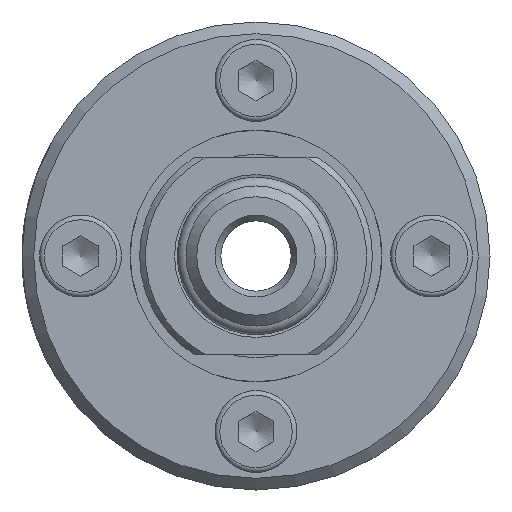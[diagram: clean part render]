
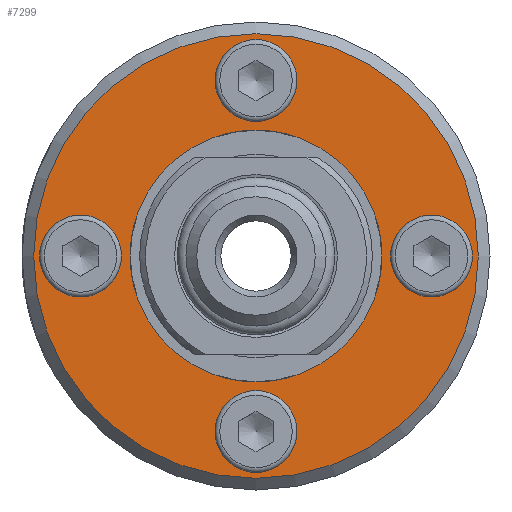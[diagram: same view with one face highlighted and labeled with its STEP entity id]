
A CAD part, left-side view. The second image highlights one B-rep face of the part: STEP entity #7299.
In plain terms, the highlighted planar face has unit normal (-1, 0, 0).
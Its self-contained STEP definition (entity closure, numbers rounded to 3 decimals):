
#115=FACE_BOUND('',#2596,.T.);
#116=FACE_BOUND('',#2597,.T.);
#117=FACE_BOUND('',#2598,.T.);
#118=FACE_BOUND('',#2599,.T.);
#119=FACE_BOUND('',#2600,.T.);
#257=PLANE('',#7861);
#2144=FACE_OUTER_BOUND('',#2595,.T.);
#2595=EDGE_LOOP('',(#6685));
#2596=EDGE_LOOP('',(#6686,#6687));
#2597=EDGE_LOOP('',(#6688,#6689));
#2598=EDGE_LOOP('',(#6690,#6691));
#2599=EDGE_LOOP('',(#6692,#6693));
#2600=EDGE_LOOP('',(#6694,#6695));
#2836=CIRCLE('',#7718,3.5);
#2837=CIRCLE('',#7719,3.5);
#2855=CIRCLE('',#7752,3.5);
#2856=CIRCLE('',#7753,3.5);
#2874=CIRCLE('',#7786,3.5);
#2875=CIRCLE('',#7787,3.5);
#2893=CIRCLE('',#7820,3.5);
#2894=CIRCLE('',#7821,3.5);
#2916=CIRCLE('',#7860,19.);
#2917=CIRCLE('',#7862,10.75);
#2918=CIRCLE('',#7863,10.75);
#3506=VERTEX_POINT('',#49549);
#3507=VERTEX_POINT('',#49550);
#3537=VERTEX_POINT('',#49651);
#3538=VERTEX_POINT('',#49652);
#3568=VERTEX_POINT('',#49753);
#3569=VERTEX_POINT('',#49754);
#3599=VERTEX_POINT('',#49855);
#3600=VERTEX_POINT('',#49856);
#3630=VERTEX_POINT('',#49959);
#3631=VERTEX_POINT('',#49963);
#3632=VERTEX_POINT('',#49964);
#4503=EDGE_CURVE('',#3506,#3507,#2836,.T.);
#4504=EDGE_CURVE('',#3507,#3506,#2837,.T.);
#4545=EDGE_CURVE('',#3537,#3538,#2855,.T.);
#4546=EDGE_CURVE('',#3538,#3537,#2856,.T.);
#4587=EDGE_CURVE('',#3568,#3569,#2874,.T.);
#4588=EDGE_CURVE('',#3569,#3568,#2875,.T.);
#4629=EDGE_CURVE('',#3599,#3600,#2893,.T.);
#4630=EDGE_CURVE('',#3600,#3599,#2894,.T.);
#4672=EDGE_CURVE('',#3630,#3630,#2916,.T.);
#4673=EDGE_CURVE('',#3631,#3632,#2917,.T.);
#4674=EDGE_CURVE('',#3632,#3631,#2918,.T.);
#6685=ORIENTED_EDGE('',*,*,#4672,.F.);
#6686=ORIENTED_EDGE('',*,*,#4503,.T.);
#6687=ORIENTED_EDGE('',*,*,#4504,.T.);
#6688=ORIENTED_EDGE('',*,*,#4545,.T.);
#6689=ORIENTED_EDGE('',*,*,#4546,.T.);
#6690=ORIENTED_EDGE('',*,*,#4587,.T.);
#6691=ORIENTED_EDGE('',*,*,#4588,.T.);
#6692=ORIENTED_EDGE('',*,*,#4629,.T.);
#6693=ORIENTED_EDGE('',*,*,#4630,.T.);
#6694=ORIENTED_EDGE('',*,*,#4673,.T.);
#6695=ORIENTED_EDGE('',*,*,#4674,.T.);
#7299=ADVANCED_FACE('',(#2144,#115,#116,#117,#118,#119),#257,.T.);
#7718=AXIS2_PLACEMENT_3D('',#49551,#8970,#8971);
#7719=AXIS2_PLACEMENT_3D('',#49552,#8972,#8973);
#7752=AXIS2_PLACEMENT_3D('',#49653,#9054,#9055);
#7753=AXIS2_PLACEMENT_3D('',#49654,#9056,#9057);
#7786=AXIS2_PLACEMENT_3D('',#49755,#9138,#9139);
#7787=AXIS2_PLACEMENT_3D('',#49756,#9140,#9141);
#7820=AXIS2_PLACEMENT_3D('',#49857,#9222,#9223);
#7821=AXIS2_PLACEMENT_3D('',#49858,#9224,#9225);
#7860=AXIS2_PLACEMENT_3D('',#49961,#9315,#9316);
#7861=AXIS2_PLACEMENT_3D('',#49962,#9317,#9318);
#7862=AXIS2_PLACEMENT_3D('',#49965,#9319,#9320);
#7863=AXIS2_PLACEMENT_3D('',#49966,#9321,#9322);
#8970=DIRECTION('center_axis',(1.,0.,0.));
#8971=DIRECTION('ref_axis',(0.,1.,0.));
#8972=DIRECTION('center_axis',(1.,0.,0.));
#8973=DIRECTION('ref_axis',(0.,1.,0.));
#9054=DIRECTION('center_axis',(1.,0.,0.));
#9055=DIRECTION('ref_axis',(0.,1.,0.));
#9056=DIRECTION('center_axis',(1.,0.,0.));
#9057=DIRECTION('ref_axis',(0.,1.,0.));
#9138=DIRECTION('center_axis',(1.,0.,0.));
#9139=DIRECTION('ref_axis',(0.,1.,0.));
#9140=DIRECTION('center_axis',(1.,0.,0.));
#9141=DIRECTION('ref_axis',(0.,1.,0.));
#9222=DIRECTION('center_axis',(1.,0.,0.));
#9223=DIRECTION('ref_axis',(0.,1.,0.));
#9224=DIRECTION('center_axis',(1.,0.,0.));
#9225=DIRECTION('ref_axis',(0.,1.,0.));
#9315=DIRECTION('center_axis',(1.,0.,0.));
#9316=DIRECTION('ref_axis',(0.,-1.,0.));
#9317=DIRECTION('center_axis',(-1.,0.,0.));
#9318=DIRECTION('ref_axis',(0.,0.,1.));
#9319=DIRECTION('center_axis',(1.,0.,0.));
#9320=DIRECTION('ref_axis',(0.,1.,0.));
#9321=DIRECTION('center_axis',(1.,0.,0.));
#9322=DIRECTION('ref_axis',(0.,1.,0.));
#49549=CARTESIAN_POINT('',(8.45,3.5,-15.));
#49550=CARTESIAN_POINT('',(8.45,-3.5,-15.));
#49551=CARTESIAN_POINT('Origin',(8.45,0.,-15.));
#49552=CARTESIAN_POINT('Origin',(8.45,0.,-15.));
#49651=CARTESIAN_POINT('',(8.45,-11.5,0.));
#49652=CARTESIAN_POINT('',(8.45,-18.5,0.));
#49653=CARTESIAN_POINT('Origin',(8.45,-15.,0.));
#49654=CARTESIAN_POINT('Origin',(8.45,-15.,0.));
#49753=CARTESIAN_POINT('',(8.45,3.5,15.));
#49754=CARTESIAN_POINT('',(8.45,-3.5,15.));
#49755=CARTESIAN_POINT('Origin',(8.45,0.,15.));
#49756=CARTESIAN_POINT('Origin',(8.45,0.,15.));
#49855=CARTESIAN_POINT('',(8.45,18.5,0.));
#49856=CARTESIAN_POINT('',(8.45,11.5,0.));
#49857=CARTESIAN_POINT('Origin',(8.45,15.,0.));
#49858=CARTESIAN_POINT('Origin',(8.45,15.,0.));
#49959=CARTESIAN_POINT('',(8.45,19.,0.));
#49961=CARTESIAN_POINT('Origin',(8.45,0.,0.));
#49962=CARTESIAN_POINT('Origin',(8.45,15.375,0.));
#49963=CARTESIAN_POINT('',(8.45,10.75,0.));
#49964=CARTESIAN_POINT('',(8.45,-10.75,0.));
#49965=CARTESIAN_POINT('Origin',(8.45,0.,0.));
#49966=CARTESIAN_POINT('Origin',(8.45,0.,0.));
